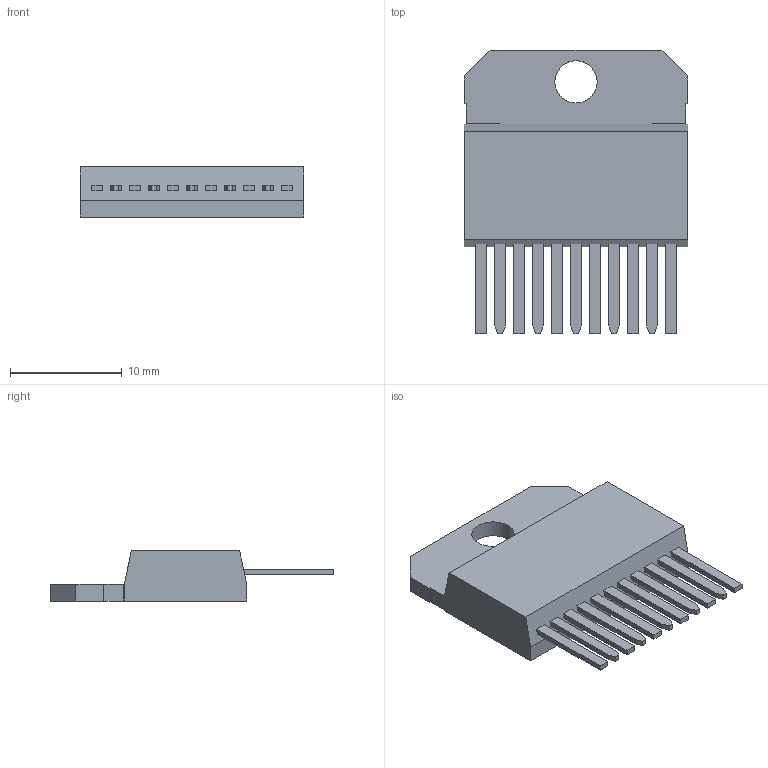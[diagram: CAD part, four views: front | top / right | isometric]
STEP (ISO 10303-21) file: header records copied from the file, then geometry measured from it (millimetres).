
FILE_DESCRIPTION((''),'2;1');
FILE_NAME('KVC0011A_ASM','2015-10-08T',('a0412086'),(''),'CREO PARAMETRIC BY PTC INC, 2015080','CREO PARAMETRIC BY PTC INC, 2015080','');
FILE_SCHEMA(('AUTOMOTIVE_DESIGN { 1 0 10303 214 1 1 1 1 }'));
Length unit declared in the file: millimetre
Products named in the file (9): HS; MOLD; LEAD; LEAD_AF5; LEAD_AF6; LEAD_AF7; LEAD_AF8; LEAD_AF9; KVC0011A_ASM
Assembly tree (13 placements, depth 2):
  KVC0011A_ASM
    HS
    MOLD
    LEAD  x6
    LEAD_AF5
    LEAD_AF6
    LEAD_AF7
    LEAD_AF8
    LEAD_AF9
Bounding box: 20 x 25.37 x 4.5 mm (x, y, z)
Volume: 1164.5 mm3; surface area: 1703.9 mm2
Topology: 13 solids, 13 shells, 200 faces, 489 edges, 326 vertices
Faces by surface type: plane 198, cylinder 2
Entity records: 8545 total; most frequent: CARTESIAN_POINT 937, ORIENTED_EDGE 858, DIRECTION 817, PRESENTATION_STYLE_ASSIGNMENT 437, STYLED_ITEM 437, CURVE_STYLE 429, EDGE_CURVE 429, VECTOR 425
